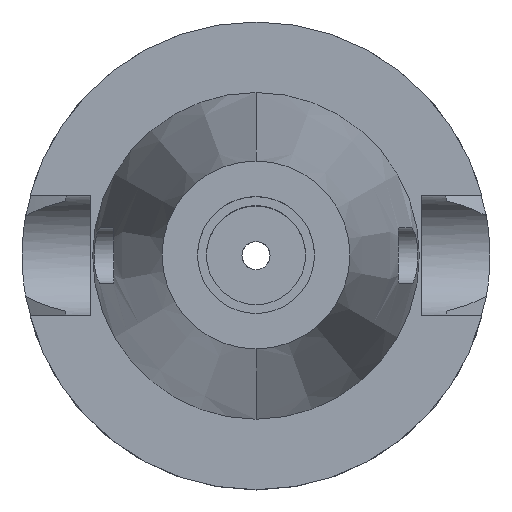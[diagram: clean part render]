
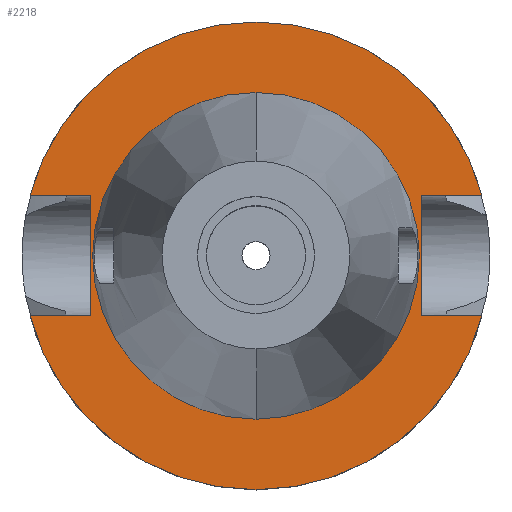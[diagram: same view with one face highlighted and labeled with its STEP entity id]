
A CAD part, top view. The second image highlights one B-rep face of the part: STEP entity #2218.
In plain terms, the highlighted planar face has unit normal (0, 0, 1).
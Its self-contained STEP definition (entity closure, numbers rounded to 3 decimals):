
#619=DIRECTION('',(0.,1.,0.));
#620=VECTOR('',#619,25.7);
#621=CARTESIAN_POINT('',(-35.4,-12.85,-1.5));
#622=LINE('',#621,#620);
#626=DIRECTION('',(-1.,0.,0.));
#627=VECTOR('',#626,12.921);
#628=CARTESIAN_POINT('',(-35.4,12.85,-1.5));
#629=LINE('',#628,#627);
#633=CARTESIAN_POINT('',(0.,0.,-1.5));
#634=DIRECTION('',(0.,0.,-1.));
#635=DIRECTION('',(-0.966,0.257,0.));
#636=AXIS2_PLACEMENT_3D('',#633,#634,#635);
#641=CARTESIAN_POINT('',(0.,0.,-1.5));
#642=DIRECTION('',(0.,0.,-1.));
#643=DIRECTION('',(0.,1.,0.));
#644=AXIS2_PLACEMENT_3D('',#641,#642,#643);
#649=DIRECTION('',(0.,-1.,0.));
#650=VECTOR('',#649,25.7);
#651=CARTESIAN_POINT('',(35.4,12.85,-1.5));
#652=LINE('',#651,#650);
#656=DIRECTION('',(1.,0.,0.));
#657=VECTOR('',#656,12.921);
#658=CARTESIAN_POINT('',(35.4,-12.85,-1.5));
#659=LINE('',#658,#657);
#663=CARTESIAN_POINT('',(0.,0.,-1.5));
#664=DIRECTION('',(0.,0.,-1.));
#665=DIRECTION('',(0.966,-0.257,0.));
#666=AXIS2_PLACEMENT_3D('',#663,#664,#665);
#671=CARTESIAN_POINT('',(0.,0.,-1.5));
#672=DIRECTION('',(0.,0.,-1.));
#673=DIRECTION('',(0.,-1.,0.));
#674=AXIS2_PLACEMENT_3D('',#671,#672,#673);
#679=CARTESIAN_POINT('',(0.,0.,-1.5));
#680=DIRECTION('',(0.,0.,1.));
#681=DIRECTION('',(0.,-1.,0.));
#682=AXIS2_PLACEMENT_3D('',#679,#680,#681);
#687=CARTESIAN_POINT('',(0.,0.,-1.5));
#688=DIRECTION('',(0.,0.,1.));
#689=DIRECTION('',(0.,1.,0.));
#690=AXIS2_PLACEMENT_3D('',#687,#688,#689);
#725=DIRECTION('',(-1.,0.,0.));
#726=VECTOR('',#725,12.921);
#727=CARTESIAN_POINT('',(-35.4,-12.85,-1.5));
#728=LINE('',#727,#726);
#1387=DIRECTION('',(1.,0.,0.));
#1388=VECTOR('',#1387,12.921);
#1389=CARTESIAN_POINT('',(35.4,12.85,-1.5));
#1390=LINE('',#1389,#1388);
#1667=CARTESIAN_POINT('',(0.,34.925,-1.5));
#1668=VERTEX_POINT('',#1667);
#1669=CARTESIAN_POINT('',(0.,-34.925,-1.5));
#1670=VERTEX_POINT('',#1669);
#1671=CARTESIAN_POINT('',(-35.4,-12.85,-1.5));
#1672=CARTESIAN_POINT('',(-35.4,12.85,-1.5));
#1673=VERTEX_POINT('',#1671);
#1674=VERTEX_POINT('',#1672);
#1675=CARTESIAN_POINT('',(-48.321,12.85,-1.5));
#1676=VERTEX_POINT('',#1675);
#1677=CARTESIAN_POINT('',(0.,50.,-1.5));
#1678=CARTESIAN_POINT('',(48.321,12.85,-1.5));
#1679=VERTEX_POINT('',#1677);
#1680=VERTEX_POINT('',#1678);
#1681=CARTESIAN_POINT('',(35.4,12.85,-1.5));
#1682=VERTEX_POINT('',#1681);
#1683=CARTESIAN_POINT('',(35.4,-12.85,-1.5));
#1684=VERTEX_POINT('',#1683);
#1685=CARTESIAN_POINT('',(48.321,-12.85,-1.5));
#1686=VERTEX_POINT('',#1685);
#1687=CARTESIAN_POINT('',(0.,-50.,-1.5));
#1688=CARTESIAN_POINT('',(-48.321,-12.85,-1.5));
#1689=VERTEX_POINT('',#1687);
#1690=VERTEX_POINT('',#1688);
#2187=CARTESIAN_POINT('',(0.,0.,-1.5));
#2188=DIRECTION('',(0.,0.,-1.));
#2189=DIRECTION('',(0.,-1.,0.));
#2190=AXIS2_PLACEMENT_3D('',#2187,#2188,#2189);
#2191=PLANE('',#2190);
#2193=ORIENTED_EDGE('',*,*,#2192,.T.);
#2195=ORIENTED_EDGE('',*,*,#2194,.T.);
#2197=ORIENTED_EDGE('',*,*,#2196,.T.);
#2199=ORIENTED_EDGE('',*,*,#2198,.T.);
#2201=ORIENTED_EDGE('',*,*,#2200,.F.);
#2203=ORIENTED_EDGE('',*,*,#2202,.T.);
#2205=ORIENTED_EDGE('',*,*,#2204,.T.);
#2207=ORIENTED_EDGE('',*,*,#2206,.T.);
#2209=ORIENTED_EDGE('',*,*,#2208,.T.);
#2211=ORIENTED_EDGE('',*,*,#2210,.F.);
#2212=EDGE_LOOP('',(#2193,#2195,#2197,#2199,#2201,#2203,#2205,#2207,#2209,
#2211));
#2213=FACE_OUTER_BOUND('',#2212,.F.);
#2214=ORIENTED_EDGE('',*,*,#2180,.T.);
#2215=ORIENTED_EDGE('',*,*,#2169,.T.);
#2216=EDGE_LOOP('',(#2214,#2215));
#2217=FACE_BOUND('',#2216,.F.);
#637=CIRCLE('',#636,50.);
#645=CIRCLE('',#644,50.);
#667=CIRCLE('',#666,50.);
#675=CIRCLE('',#674,50.);
#683=CIRCLE('',#682,34.925);
#691=CIRCLE('',#690,34.925);
#2169=EDGE_CURVE('',#1668,#1670,#691,.T.);
#2180=EDGE_CURVE('',#1670,#1668,#683,.T.);
#2192=EDGE_CURVE('',#1673,#1674,#622,.T.);
#2194=EDGE_CURVE('',#1674,#1676,#629,.T.);
#2196=EDGE_CURVE('',#1676,#1679,#637,.T.);
#2198=EDGE_CURVE('',#1679,#1680,#645,.T.);
#2200=EDGE_CURVE('',#1682,#1680,#1390,.T.);
#2202=EDGE_CURVE('',#1682,#1684,#652,.T.);
#2204=EDGE_CURVE('',#1684,#1686,#659,.T.);
#2206=EDGE_CURVE('',#1686,#1689,#667,.T.);
#2208=EDGE_CURVE('',#1689,#1690,#675,.T.);
#2210=EDGE_CURVE('',#1673,#1690,#728,.T.);
#2218=ADVANCED_FACE('',(#2213,#2217),#2191,.F.);
